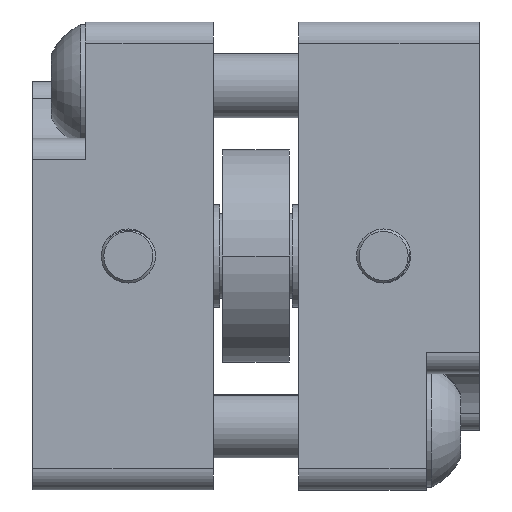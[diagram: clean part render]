
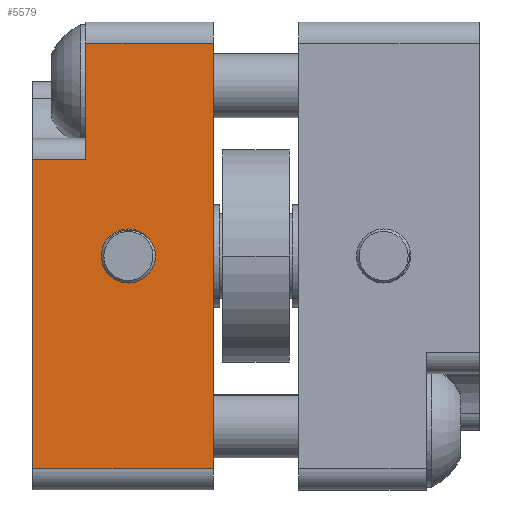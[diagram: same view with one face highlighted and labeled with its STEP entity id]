
A CAD part, left-side view. The second image highlights one B-rep face of the part: STEP entity #5579.
In plain terms, the highlighted planar face has unit normal (-1, 0, 0).
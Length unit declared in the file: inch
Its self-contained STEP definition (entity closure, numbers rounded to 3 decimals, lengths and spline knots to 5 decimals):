
#34 = DIRECTION ( 'NONE',  ( 0., 0., 1. ) ) ;
#179 = DIRECTION ( 'NONE',  ( 0., 0., -1. ) ) ;
#211 = VERTEX_POINT ( 'NONE', #3657 ) ;
#385 = VERTEX_POINT ( 'NONE', #7583 ) ;
#517 = CARTESIAN_POINT ( 'NONE',  ( -0.4375, 0.10937, 0.625 ) ) ;
#645 = LINE ( 'NONE', #4299, #1069 ) ;
#691 = EDGE_CURVE ( 'NONE', #2553, #4009, #3644, .T. ) ;
#692 = LINE ( 'NONE', #3742, #5782 ) ;
#834 = LINE ( 'NONE', #1529, #1507 ) ;
#1021 = ORIENTED_EDGE ( 'NONE', *, *, #2456, .F. ) ;
#1069 = VECTOR ( 'NONE', #34, 39.37008 ) ;
#1240 = VECTOR ( 'NONE', #7164, 39.37008 ) ;
#1320 = VECTOR ( 'NONE', #3689, 39.37008 ) ;
#1345 = DIRECTION ( 'NONE',  ( 1., 0., 0. ) ) ;
#1507 = VECTOR ( 'NONE', #5267, 39.37008 ) ;
#1529 = CARTESIAN_POINT ( 'NONE',  ( -0.4375, 0.26563, -0.625 ) ) ;
#1725 = AXIS2_PLACEMENT_3D ( 'NONE', #4523, #3230, #179 ) ;
#1756 = EDGE_LOOP ( 'NONE', ( #1021, #6993, #3991, #7431, #7694, #2646 ) ) ;
#1821 = CARTESIAN_POINT ( 'NONE',  ( -0.4375, 0.10937, 0.5 ) ) ;
#2144 = FACE_BOUND ( 'NONE', #5599, .T. ) ;
#2262 = DIRECTION ( 'NONE',  ( 1., 0., 0. ) ) ;
#2353 = ORIENTED_EDGE ( 'NONE', *, *, #3471, .T. ) ;
#2456 = EDGE_CURVE ( 'NONE', #2783, #4524, #645, .T. ) ;
#2553 = VERTEX_POINT ( 'NONE', #2675 ) ;
#2604 = CARTESIAN_POINT ( 'NONE',  ( -0.4375, -0.01562, 0. ) ) ;
#2646 = ORIENTED_EDGE ( 'NONE', *, *, #5522, .T. ) ;
#2675 = CARTESIAN_POINT ( 'NONE',  ( -0.4375, 0.10937, 0.28349 ) ) ;
#2783 = VERTEX_POINT ( 'NONE', #7984 ) ;
#2788 = CARTESIAN_POINT ( 'NONE',  ( -0.4375, 0.26563, 0.28349 ) ) ;
#3230 = DIRECTION ( 'NONE',  ( 1., 0., 0. ) ) ;
#3469 = ORIENTED_EDGE ( 'NONE', *, *, #3817, .T. ) ;
#3471 = EDGE_CURVE ( 'NONE', #4521, #4952, #5227, .T. ) ;
#3547 = CARTESIAN_POINT ( 'NONE',  ( -0.4375, 0.26563, 0.28349 ) ) ;
#3644 = LINE ( 'NONE', #1821, #1320 ) ;
#3657 = CARTESIAN_POINT ( 'NONE',  ( -0.4375, -0.26563, 0.625 ) ) ;
#3689 = DIRECTION ( 'NONE',  ( 0., 0., 1. ) ) ;
#3742 = CARTESIAN_POINT ( 'NONE',  ( -0.4375, 0.26563, 0.625 ) ) ;
#3817 = EDGE_CURVE ( 'NONE', #4952, #4521, #6904, .T. ) ;
#3991 = ORIENTED_EDGE ( 'NONE', *, *, #7389, .T. ) ;
#4009 = VERTEX_POINT ( 'NONE', #517 ) ;
#4270 = DIRECTION ( 'NONE',  ( 0., 1., 0. ) ) ;
#4299 = CARTESIAN_POINT ( 'NONE',  ( -0.4375, 0.26563, -0.6875 ) ) ;
#4505 = VECTOR ( 'NONE', #7264, 39.37008 ) ;
#4521 = VERTEX_POINT ( 'NONE', #7600 ) ;
#4523 = CARTESIAN_POINT ( 'NONE',  ( -0.4375, -0.01562, 0. ) ) ;
#4524 = VERTEX_POINT ( 'NONE', #3547 ) ;
#4952 = VERTEX_POINT ( 'NONE', #5977 ) ;
#5227 = CIRCLE ( 'NONE', #1725, 0.0795 ) ;
#5267 = DIRECTION ( 'NONE',  ( 0., -1., 0. ) ) ;
#5354 = PLANE ( 'NONE',  #6040 ) ;
#5416 = EDGE_CURVE ( 'NONE', #211, #4009, #692, .T. ) ;
#5522 = EDGE_CURVE ( 'NONE', #2553, #4524, #7202, .T. ) ;
#5579 = ADVANCED_FACE ( 'NONE', ( #2144, #6473 ), #5354, .F. ) ;
#5599 = EDGE_LOOP ( 'NONE', ( #3469, #2353 ) ) ;
#5782 = VECTOR ( 'NONE', #4270, 39.37008 ) ;
#5877 = CARTESIAN_POINT ( 'NONE',  ( -0.4375, 0.26563, -0.6875 ) ) ;
#5977 = CARTESIAN_POINT ( 'NONE',  ( -0.4375, -0.01562, -0.0795 ) ) ;
#6040 = AXIS2_PLACEMENT_3D ( 'NONE', #5877, #2262, #6597 ) ;
#6104 = LINE ( 'NONE', #7847, #4505 ) ;
#6196 = EDGE_CURVE ( 'NONE', #2783, #385, #834, .T. ) ;
#6473 = FACE_OUTER_BOUND ( 'NONE', #1756, .T. ) ;
#6597 = DIRECTION ( 'NONE',  ( 0., 0., -1. ) ) ;
#6852 = DIRECTION ( 'NONE',  ( 0., 0., -1. ) ) ;
#6904 = CIRCLE ( 'NONE', #7037, 0.0795 ) ;
#6993 = ORIENTED_EDGE ( 'NONE', *, *, #6196, .T. ) ;
#7037 = AXIS2_PLACEMENT_3D ( 'NONE', #2604, #1345, #6852 ) ;
#7164 = DIRECTION ( 'NONE',  ( 0., 1., 0. ) ) ;
#7202 = LINE ( 'NONE', #2788, #1240 ) ;
#7264 = DIRECTION ( 'NONE',  ( 0., 0., 1. ) ) ;
#7389 = EDGE_CURVE ( 'NONE', #385, #211, #6104, .T. ) ;
#7431 = ORIENTED_EDGE ( 'NONE', *, *, #5416, .T. ) ;
#7583 = CARTESIAN_POINT ( 'NONE',  ( -0.4375, -0.26563, -0.625 ) ) ;
#7600 = CARTESIAN_POINT ( 'NONE',  ( -0.4375, -0.01562, 0.0795 ) ) ;
#7694 = ORIENTED_EDGE ( 'NONE', *, *, #691, .F. ) ;
#7847 = CARTESIAN_POINT ( 'NONE',  ( -0.4375, -0.26563, -0.6875 ) ) ;
#7984 = CARTESIAN_POINT ( 'NONE',  ( -0.4375, 0.26563, -0.625 ) ) ;
